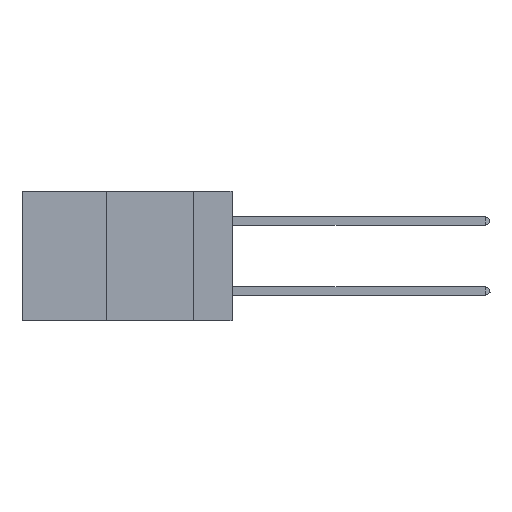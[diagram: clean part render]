
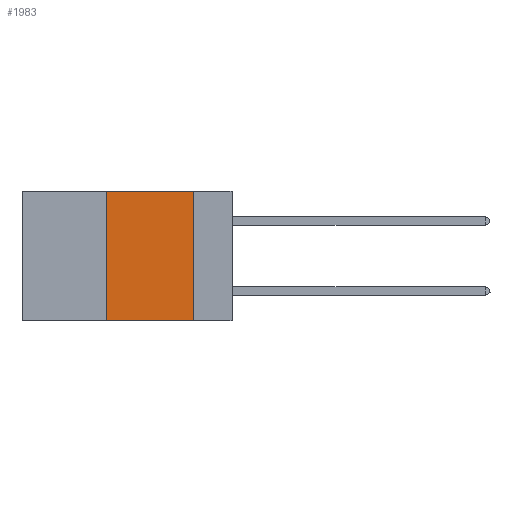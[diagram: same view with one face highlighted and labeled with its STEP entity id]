
A CAD part, left-side view. The second image highlights one B-rep face of the part: STEP entity #1983.
In plain terms, the highlighted planar face has unit normal (-1, 0, 0).
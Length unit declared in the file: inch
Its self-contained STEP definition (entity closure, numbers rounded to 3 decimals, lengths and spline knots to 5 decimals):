
#1661 = LINE ( 'NONE', #23935, #18710 ) ;
#1983 = ADVANCED_FACE ( 'NONE', ( #21779 ), #24492, .F. ) ;
#2662 = VERTEX_POINT ( 'NONE', #19844 ) ;
#3276 = ORIENTED_EDGE ( 'NONE', *, *, #4470, .F. ) ;
#4470 = EDGE_CURVE ( 'NONE', #2662, #35504, #10184, .T. ) ;
#5197 = CARTESIAN_POINT ( 'NONE',  ( 0., 0.6, 0. ) ) ;
#5218 = ORIENTED_EDGE ( 'NONE', *, *, #34527, .F. ) ;
#5223 = CARTESIAN_POINT ( 'NONE',  ( 0., 0.6, 0. ) ) ;
#6799 = CARTESIAN_POINT ( 'NONE',  ( 0., 0.11, -0.37 ) ) ;
#7995 = DIRECTION ( 'NONE',  ( 0., -1., 0. ) ) ;
#9931 = DIRECTION ( 'NONE',  ( 0., -1., 0. ) ) ;
#10184 = LINE ( 'NONE', #25284, #31485 ) ;
#10994 = EDGE_CURVE ( 'NONE', #13198, #35458, #1661, .T. ) ;
#13198 = VERTEX_POINT ( 'NONE', #15962 ) ;
#14484 = VECTOR ( 'NONE', #9931, 39.37008 ) ;
#15962 = CARTESIAN_POINT ( 'NONE',  ( 0., 0.11, 0. ) ) ;
#16988 = LINE ( 'NONE', #5197, #23129 ) ;
#18710 = VECTOR ( 'NONE', #35303, 39.37008 ) ;
#19165 = DIRECTION ( 'NONE',  ( 1., 0., 0. ) ) ;
#19844 = CARTESIAN_POINT ( 'NONE',  ( 0., 0.36, -0.37 ) ) ;
#20816 = ORIENTED_EDGE ( 'NONE', *, *, #10994, .F. ) ;
#21779 = FACE_OUTER_BOUND ( 'NONE', #28554, .T. ) ;
#23129 = VECTOR ( 'NONE', #7995, 39.37008 ) ;
#23935 = CARTESIAN_POINT ( 'NONE',  ( 0., 0.11, 0. ) ) ;
#24263 = DIRECTION ( 'NONE',  ( 0., 0., -1. ) ) ;
#24492 = PLANE ( 'NONE',  #33331 ) ;
#24820 = DIRECTION ( 'NONE',  ( 0., 0., 1. ) ) ;
#24928 = LINE ( 'NONE', #26605, #14484 ) ;
#25284 = CARTESIAN_POINT ( 'NONE',  ( 0., 0.36, 0. ) ) ;
#26605 = CARTESIAN_POINT ( 'NONE',  ( 0., 0.6, -0.37 ) ) ;
#28554 = EDGE_LOOP ( 'NONE', ( #20816, #5218, #3276, #34157 ) ) ;
#28866 = CARTESIAN_POINT ( 'NONE',  ( 0., 0.36, 0. ) ) ;
#31485 = VECTOR ( 'NONE', #24820, 39.37008 ) ;
#33331 = AXIS2_PLACEMENT_3D ( 'NONE', #5223, #19165, #24263 ) ;
#33653 = EDGE_CURVE ( 'NONE', #2662, #35458, #24928, .T. ) ;
#34157 = ORIENTED_EDGE ( 'NONE', *, *, #33653, .T. ) ;
#34527 = EDGE_CURVE ( 'NONE', #35504, #13198, #16988, .T. ) ;
#35303 = DIRECTION ( 'NONE',  ( 0., 0., -1. ) ) ;
#35458 = VERTEX_POINT ( 'NONE', #6799 ) ;
#35504 = VERTEX_POINT ( 'NONE', #28866 ) ;
